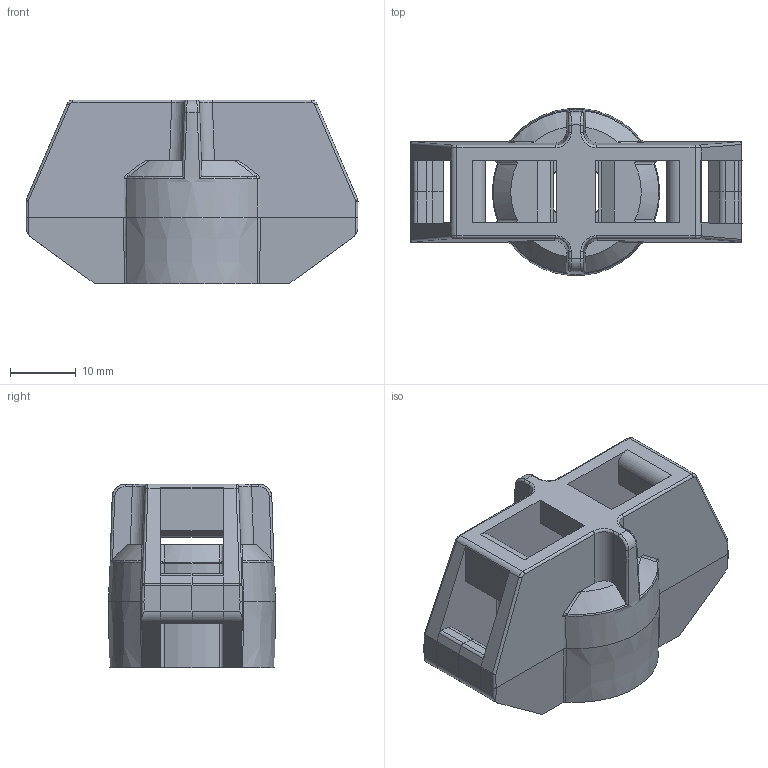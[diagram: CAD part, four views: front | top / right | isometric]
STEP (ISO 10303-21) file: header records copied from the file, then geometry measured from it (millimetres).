
FILE_DESCRIPTION(/* description */ (''),/* implementation_level */ '2;1');
FILE_NAME(/* name */ 'PANDUIT_TMSTHS',/* time_stamp */ '2010-07-30T13:50:51-05:00',/* author */ (''),/* organization */ (''),/* preprocessor_version */ 'ST-DEVELOPER v9',/* originating_system */ 'UGS - NX 3.0',/* authorisation */ '');
FILE_SCHEMA (('CONFIG_CONTROL_DESIGN'));
Length unit declared in the file: inch
Products named in the file (1): bwgAD67do7z
Bounding box: 50.6 x 25.41 x 28 mm (x, y, z)
Volume: 14436.8 mm3; surface area: 7160 mm2
Topology: 1 solids, 1 shells, 212 faces, 561 edges, 342 vertices
Faces by surface type: plane 83, cylinder 47, bspline 44, extrusion 20, cone 10, torus 8
Full cylindrical faces by diameter (mm): 8.738 x1
Entity records: 7614 total; most frequent: CARTESIAN_POINT 2527, ORIENTED_EDGE 1118, DIRECTION 956, EDGE_CURVE 559, VERTEX_POINT 341, AXIS2_PLACEMENT_3D 326, VECTOR 304, LINE 284
